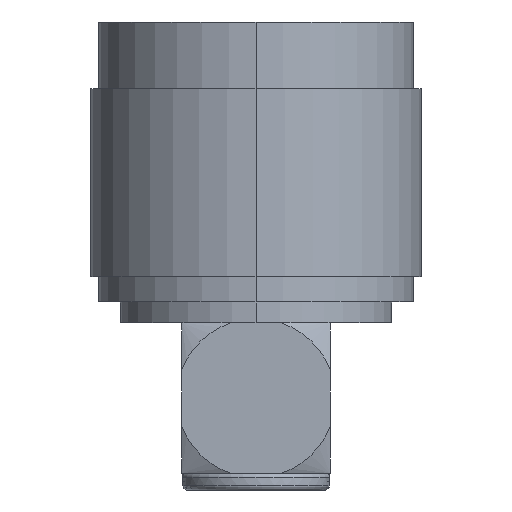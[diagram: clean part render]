
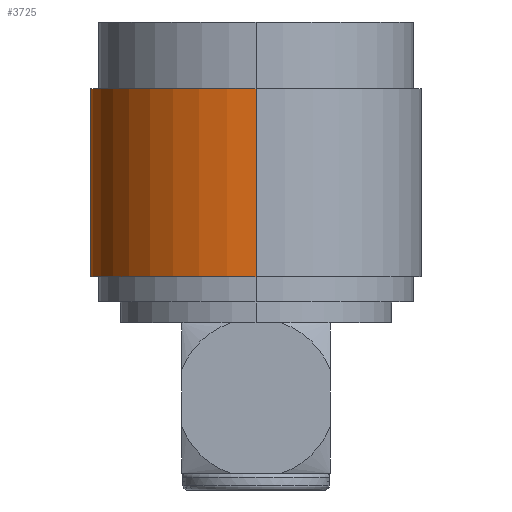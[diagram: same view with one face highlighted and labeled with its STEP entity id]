
A CAD part, left-side view. The second image highlights one B-rep face of the part: STEP entity #3725.
In plain terms, the highlighted cylindrical face has radius 10.058 mm (diameter 20.116 mm), a partial arc.
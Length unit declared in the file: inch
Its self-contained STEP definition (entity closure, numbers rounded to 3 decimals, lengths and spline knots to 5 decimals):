
#548 = VERTEX_POINT ( 'NONE', #4604 ) ;
#912 = CIRCLE ( 'NONE', #2662, 0.39599 ) ;
#1090 = CARTESIAN_POINT ( 'NONE',  ( 0., -0.29, 0.39599 ) ) ;
#1131 = VERTEX_POINT ( 'NONE', #1090 ) ;
#1414 = DIRECTION ( 'NONE',  ( 0., -1., 0. ) ) ;
#1539 = DIRECTION ( 'NONE',  ( 0., -1., 0. ) ) ;
#1557 = CARTESIAN_POINT ( 'NONE',  ( 0., -0.11, 0. ) ) ;
#1623 = VERTEX_POINT ( 'NONE', #5450 ) ;
#1941 = CYLINDRICAL_SURFACE ( 'NONE', #3843, 0.39599 ) ;
#2153 = LINE ( 'NONE', #2324, #8854 ) ;
#2173 = CARTESIAN_POINT ( 'NONE',  ( 0., -0.74, 0. ) ) ;
#2324 = CARTESIAN_POINT ( 'NONE',  ( 0., -0.11, 0.39599 ) ) ;
#2662 = AXIS2_PLACEMENT_3D ( 'NONE', #2173, #7021, #10356 ) ;
#2672 = ORIENTED_EDGE ( 'NONE', *, *, #7779, .T. ) ;
#3116 = FACE_OUTER_BOUND ( 'NONE', #3612, .T. ) ;
#3131 = ORIENTED_EDGE ( 'NONE', *, *, #3179, .F. ) ;
#3179 = EDGE_CURVE ( 'NONE', #548, #1623, #8007, .T. ) ;
#3612 = EDGE_LOOP ( 'NONE', ( #8908, #2672, #9289, #3131 ) ) ;
#3725 = ADVANCED_FACE ( 'NONE', ( #3116 ), #1941, .T. ) ;
#3843 = AXIS2_PLACEMENT_3D ( 'NONE', #1557, #1414, #7217 ) ;
#4034 = CARTESIAN_POINT ( 'NONE',  ( 0., -0.29, 0. ) ) ;
#4604 = CARTESIAN_POINT ( 'NONE',  ( 0., -0.29, -0.39599 ) ) ;
#4797 = EDGE_CURVE ( 'NONE', #548, #1131, #8526, .T. ) ;
#5450 = CARTESIAN_POINT ( 'NONE',  ( 0., -0.74, -0.39599 ) ) ;
#6407 = EDGE_CURVE ( 'NONE', #1623, #10149, #912, .T. ) ;
#6479 = DIRECTION ( 'NONE',  ( 0., -1., 0. ) ) ;
#7021 = DIRECTION ( 'NONE',  ( 0., -1., 0. ) ) ;
#7217 = DIRECTION ( 'NONE',  ( 0., 0., -1. ) ) ;
#7350 = CARTESIAN_POINT ( 'NONE',  ( 0., -0.74, 0.39599 ) ) ;
#7779 = EDGE_CURVE ( 'NONE', #1131, #10149, #2153, .T. ) ;
#8007 = LINE ( 'NONE', #10439, #8933 ) ;
#8526 = CIRCLE ( 'NONE', #10027, 0.39599 ) ;
#8854 = VECTOR ( 'NONE', #10443, 39.37008 ) ;
#8908 = ORIENTED_EDGE ( 'NONE', *, *, #4797, .T. ) ;
#8933 = VECTOR ( 'NONE', #6479, 39.37008 ) ;
#9289 = ORIENTED_EDGE ( 'NONE', *, *, #6407, .F. ) ;
#9876 = DIRECTION ( 'NONE',  ( 0., 0., -1. ) ) ;
#10027 = AXIS2_PLACEMENT_3D ( 'NONE', #4034, #1539, #9876 ) ;
#10149 = VERTEX_POINT ( 'NONE', #7350 ) ;
#10356 = DIRECTION ( 'NONE',  ( 0., 0., -1. ) ) ;
#10439 = CARTESIAN_POINT ( 'NONE',  ( 0., -0.11, -0.39599 ) ) ;
#10443 = DIRECTION ( 'NONE',  ( 0., -1., 0. ) ) ;
